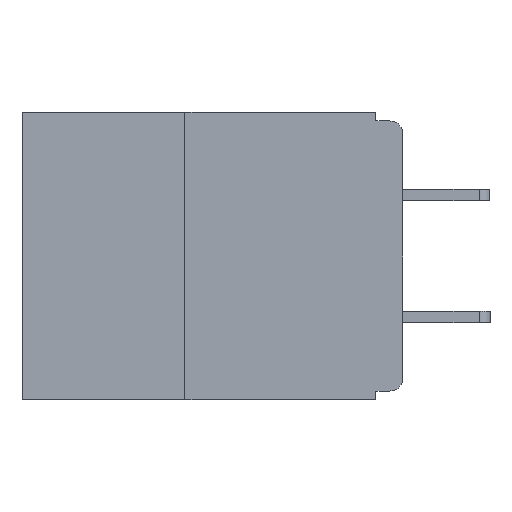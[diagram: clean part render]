
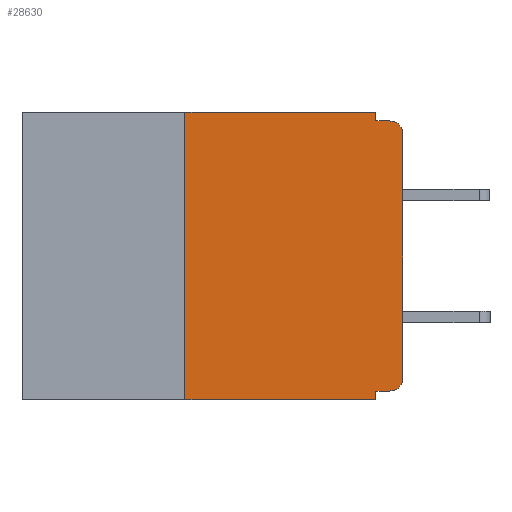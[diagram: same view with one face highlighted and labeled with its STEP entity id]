
A CAD part, left-side view. The second image highlights one B-rep face of the part: STEP entity #28630.
In plain terms, the highlighted planar face has unit normal (-1, 0, 0).
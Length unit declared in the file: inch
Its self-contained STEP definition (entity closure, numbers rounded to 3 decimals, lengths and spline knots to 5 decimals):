
#720 = EDGE_CURVE ( 'NONE', #12031, #24781, #10772, .T. ) ;
#932 = CARTESIAN_POINT ( 'NONE',  ( 0., 0.437, 0. ) ) ;
#1106 = ORIENTED_EDGE ( 'NONE', *, *, #23192, .T. ) ;
#3215 = ORIENTED_EDGE ( 'NONE', *, *, #27610, .T. ) ;
#3273 = EDGE_CURVE ( 'NONE', #4589, #27626, #27212, .T. ) ;
#3560 = ORIENTED_EDGE ( 'NONE', *, *, #20977, .F. ) ;
#4364 = LINE ( 'NONE', #28189, #9721 ) ;
#4589 = VERTEX_POINT ( 'NONE', #15725 ) ;
#4710 = VERTEX_POINT ( 'NONE', #12422 ) ;
#4975 = VECTOR ( 'NONE', #16849, 39.37008 ) ;
#5372 = DIRECTION ( 'NONE',  ( 0., -1., 0. ) ) ;
#5830 = EDGE_CURVE ( 'NONE', #24781, #4710, #7966, .T. ) ;
#6239 = FACE_OUTER_BOUND ( 'NONE', #12782, .T. ) ;
#6401 = LINE ( 'NONE', #23638, #4975 ) ;
#6954 = CARTESIAN_POINT ( 'NONE',  ( 0., 0.25, -0.33 ) ) ;
#7966 = CIRCLE ( 'NONE', #19731, 0.015 ) ;
#8280 = LINE ( 'NONE', #21270, #19618 ) ;
#8281 = CARTESIAN_POINT ( 'NONE',  ( 0., 0.437, 0. ) ) ;
#8364 = DIRECTION ( 'NONE',  ( -1., 0., 0. ) ) ;
#8615 = VERTEX_POINT ( 'NONE', #20605 ) ;
#8800 = CARTESIAN_POINT ( 'NONE',  ( 0., 0., -0.01 ) ) ;
#8860 = EDGE_CURVE ( 'NONE', #12058, #20552, #6401, .T. ) ;
#8911 = CARTESIAN_POINT ( 'NONE',  ( 0., 0., -0.305 ) ) ;
#9247 = CARTESIAN_POINT ( 'NONE',  ( 0., 0., -0.025 ) ) ;
#9721 = VECTOR ( 'NONE', #25785, 39.37008 ) ;
#9906 = VECTOR ( 'NONE', #5372, 39.37008 ) ;
#10316 = ORIENTED_EDGE ( 'NONE', *, *, #3273, .F. ) ;
#10644 = DIRECTION ( 'NONE',  ( 0., 0., -1. ) ) ;
#10772 = LINE ( 'NONE', #27271, #16779 ) ;
#12031 = VERTEX_POINT ( 'NONE', #8911 ) ;
#12058 = VERTEX_POINT ( 'NONE', #29233 ) ;
#12412 = DIRECTION ( 'NONE',  ( -1., 0., 0. ) ) ;
#12422 = CARTESIAN_POINT ( 'NONE',  ( 0., 0.015, -0.01 ) ) ;
#12739 = DIRECTION ( 'NONE',  ( 0., 0., -1. ) ) ;
#12782 = EDGE_LOOP ( 'NONE', ( #13428, #14854, #3560, #21565, #10316, #18490, #1106, #19189, #19861, #3215 ) ) ;
#13239 = VECTOR ( 'NONE', #12739, 39.37008 ) ;
#13428 = ORIENTED_EDGE ( 'NONE', *, *, #720, .T. ) ;
#14026 = AXIS2_PLACEMENT_3D ( 'NONE', #21833, #8364, #24124 ) ;
#14854 = ORIENTED_EDGE ( 'NONE', *, *, #5830, .T. ) ;
#15692 = CARTESIAN_POINT ( 'NONE',  ( 0., 0.031, -0.32 ) ) ;
#15725 = CARTESIAN_POINT ( 'NONE',  ( 0., 0.25, 0. ) ) ;
#16317 = AXIS2_PLACEMENT_3D ( 'NONE', #8281, #24152, #10644 ) ;
#16334 = VECTOR ( 'NONE', #24577, 39.37008 ) ;
#16779 = VECTOR ( 'NONE', #16850, 39.37008 ) ;
#16847 = DIRECTION ( 'NONE',  ( 0., 0., -1. ) ) ;
#16849 = DIRECTION ( 'NONE',  ( 0., 1., 0. ) ) ;
#16850 = DIRECTION ( 'NONE',  ( 0., 0., 1. ) ) ;
#17072 = VECTOR ( 'NONE', #20303, 39.37008 ) ;
#17763 = VERTEX_POINT ( 'NONE', #26682 ) ;
#18083 = CARTESIAN_POINT ( 'NONE',  ( 0., 0.25, -0.33 ) ) ;
#18490 = ORIENTED_EDGE ( 'NONE', *, *, #24707, .F. ) ;
#18650 = LINE ( 'NONE', #26286, #13239 ) ;
#19189 = ORIENTED_EDGE ( 'NONE', *, *, #20193, .F. ) ;
#19618 = VECTOR ( 'NONE', #16847, 39.37008 ) ;
#19731 = AXIS2_PLACEMENT_3D ( 'NONE', #25949, #12412, #28253 ) ;
#19861 = ORIENTED_EDGE ( 'NONE', *, *, #8860, .F. ) ;
#20193 = EDGE_CURVE ( 'NONE', #20552, #8615, #8280, .T. ) ;
#20303 = DIRECTION ( 'NONE',  ( 0., 0., 1. ) ) ;
#20552 = VERTEX_POINT ( 'NONE', #15692 ) ;
#20605 = CARTESIAN_POINT ( 'NONE',  ( 0., 0.031, -0.33 ) ) ;
#20977 = EDGE_CURVE ( 'NONE', #17763, #4710, #27671, .T. ) ;
#21270 = CARTESIAN_POINT ( 'NONE',  ( 0., 0.031, -0.33 ) ) ;
#21565 = ORIENTED_EDGE ( 'NONE', *, *, #29259, .F. ) ;
#21833 = CARTESIAN_POINT ( 'NONE',  ( 0., 0.015, -0.305 ) ) ;
#21852 = PLANE ( 'NONE',  #16317 ) ;
#23036 = LINE ( 'NONE', #18083, #17072 ) ;
#23192 = EDGE_CURVE ( 'NONE', #25958, #8615, #4364, .T. ) ;
#23638 = CARTESIAN_POINT ( 'NONE',  ( 0., 0., -0.32 ) ) ;
#24124 = DIRECTION ( 'NONE',  ( 0., 0., -1. ) ) ;
#24152 = DIRECTION ( 'NONE',  ( 1., 0., 0. ) ) ;
#24577 = DIRECTION ( 'NONE',  ( 0., -1., 0. ) ) ;
#24707 = EDGE_CURVE ( 'NONE', #25958, #4589, #23036, .T. ) ;
#24781 = VERTEX_POINT ( 'NONE', #9247 ) ;
#25785 = DIRECTION ( 'NONE',  ( 0., -1., 0. ) ) ;
#25949 = CARTESIAN_POINT ( 'NONE',  ( 0., 0.015, -0.025 ) ) ;
#25958 = VERTEX_POINT ( 'NONE', #6954 ) ;
#26286 = CARTESIAN_POINT ( 'NONE',  ( 0., 0.031, 0. ) ) ;
#26682 = CARTESIAN_POINT ( 'NONE',  ( 0., 0.031, -0.01 ) ) ;
#27212 = LINE ( 'NONE', #932, #9906 ) ;
#27271 = CARTESIAN_POINT ( 'NONE',  ( 0., 0., 0. ) ) ;
#27610 = EDGE_CURVE ( 'NONE', #12058, #12031, #28571, .T. ) ;
#27626 = VERTEX_POINT ( 'NONE', #28692 ) ;
#27671 = LINE ( 'NONE', #8800, #16334 ) ;
#28189 = CARTESIAN_POINT ( 'NONE',  ( 0., 0.437, -0.33 ) ) ;
#28253 = DIRECTION ( 'NONE',  ( 0., 0., -1. ) ) ;
#28571 = CIRCLE ( 'NONE', #14026, 0.015 ) ;
#28630 = ADVANCED_FACE ( 'NONE', ( #6239 ), #21852, .F. ) ;
#28692 = CARTESIAN_POINT ( 'NONE',  ( 0., 0.031, 0. ) ) ;
#29233 = CARTESIAN_POINT ( 'NONE',  ( 0., 0.015, -0.32 ) ) ;
#29259 = EDGE_CURVE ( 'NONE', #27626, #17763, #18650, .T. ) ;
